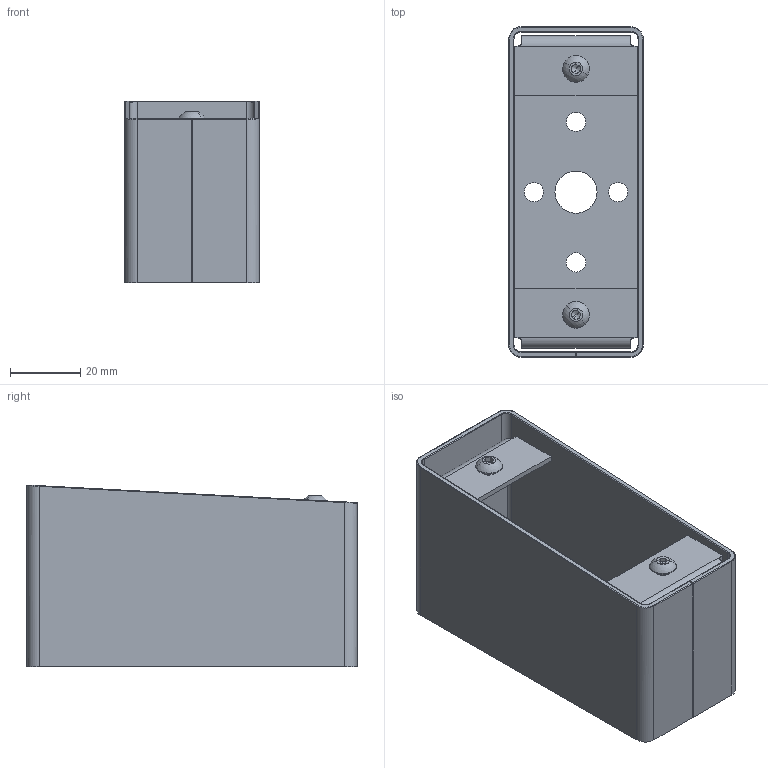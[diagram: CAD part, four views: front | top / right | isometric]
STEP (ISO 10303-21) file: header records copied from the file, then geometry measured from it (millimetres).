
FILE_DESCRIPTION (( 'STEP AP214' ), '1' );
FILE_NAME ('PBHI1N.STEP', '2025-04-02T14:51:39', ( '' ), ( '' ), 'SwSTEP 2.0', 'SolidWorks 2024', '' );
FILE_SCHEMA (( 'AUTOMOTIVE_DESIGN' ));
Length unit declared in the file: millimetre
Products named in the file (1): PBHI1N
Bounding box: 38.3 x 94 x 51.79 mm (x, y, z)
Volume: 28822.5 mm3; surface area: 40348.7 mm2
Topology: 4 solids, 4 shells, 271 faces, 691 edges, 428 vertices
Faces by surface type: cylinder 93, cone 88, plane 74, bspline 8, torus 4, sphere 4
Entity records: 11554 total; most frequent: CARTESIAN_POINT 1811, DIRECTION 1505, ORIENTED_EDGE 1374, EDGE_CURVE 687, AXIS2_PLACEMENT_3D 586, VERTEX_POINT 428, LINE 333, VECTOR 333
